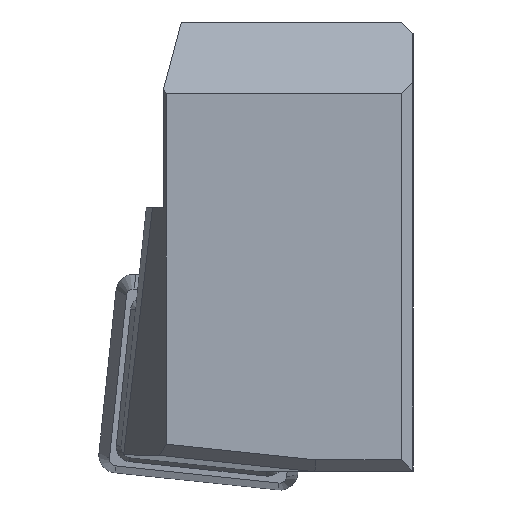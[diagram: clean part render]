
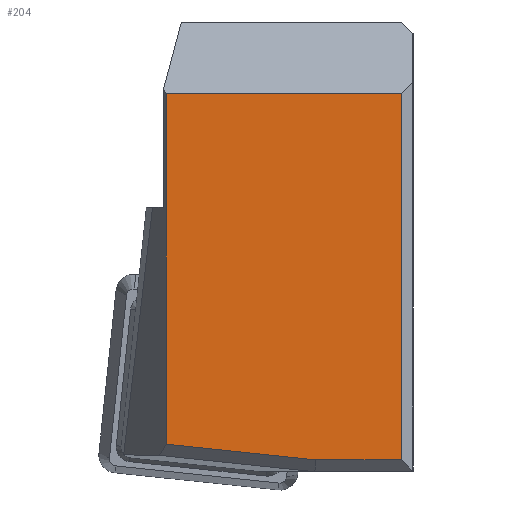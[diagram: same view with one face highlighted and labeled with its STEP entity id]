
A CAD part, front view. The second image highlights one B-rep face of the part: STEP entity #204.
In plain terms, the highlighted planar face has unit normal (0, -1, 0).
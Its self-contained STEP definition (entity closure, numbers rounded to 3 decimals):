
#204=ADVANCED_FACE('',(#331),#279,.F.);
#279=PLANE('',#1436);
#331=FACE_OUTER_BOUND('',#384,.T.);
#384=EDGE_LOOP('',(#509,#510,#511,#512,#513));
#509=ORIENTED_EDGE('',*,*,#961,.F.);
#510=ORIENTED_EDGE('',*,*,#962,.T.);
#511=ORIENTED_EDGE('',*,*,#963,.T.);
#512=ORIENTED_EDGE('',*,*,#964,.F.);
#513=ORIENTED_EDGE('',*,*,#965,.F.);
#839=VERTEX_POINT('',#1985);
#840=VERTEX_POINT('',#1986);
#841=VERTEX_POINT('',#1988);
#842=VERTEX_POINT('',#1990);
#843=VERTEX_POINT('',#1992);
#961=EDGE_CURVE('',#839,#840,#1130,.T.);
#962=EDGE_CURVE('',#839,#841,#1131,.T.);
#963=EDGE_CURVE('',#841,#842,#1132,.T.);
#964=EDGE_CURVE('',#843,#842,#1133,.T.);
#965=EDGE_CURVE('',#840,#843,#1134,.T.);
#1130=LINE('',#1984,#1264);
#1131=LINE('',#1987,#1265);
#1132=LINE('',#1989,#1266);
#1133=LINE('',#1991,#1267);
#1134=LINE('',#1993,#1268);
#1264=VECTOR('',#1593,1.);
#1265=VECTOR('',#1594,1.);
#1266=VECTOR('',#1595,1.);
#1267=VECTOR('',#1596,1.);
#1268=VECTOR('',#1597,1.);
#1436=AXIS2_PLACEMENT_3D('',#1994,#1598,#1599);
#1593=DIRECTION('',(-1.,0.,0.));
#1594=DIRECTION('',(0.,0.,1.));
#1595=DIRECTION('',(-1.,0.,0.));
#1596=DIRECTION('',(0.,0.,1.));
#1597=DIRECTION('',(-0.995,0.,0.105));
#1598=DIRECTION('',(0.,1.,0.));
#1599=DIRECTION('',(1.,0.,0.));
#1984=CARTESIAN_POINT('',(1.,0.,-19.5));
#1985=CARTESIAN_POINT('',(-0.526,0.,-19.5));
#1986=CARTESIAN_POINT('',(-4.348,0.,-19.5));
#1987=CARTESIAN_POINT('',(-0.526,0.,-27.5));
#1988=CARTESIAN_POINT('',(-0.526,0.,-3.2));
#1989=CARTESIAN_POINT('',(-0.027,0.,-3.2));
#1990=CARTESIAN_POINT('',(-11.,0.,-3.2));
#1991=CARTESIAN_POINT('',(-11.,0.,-27.5));
#1992=CARTESIAN_POINT('',(-11.,0.,-18.801));
#1993=CARTESIAN_POINT('',(0.758,0.,-20.037));
#1994=CARTESIAN_POINT('',(-0.027,0.,-27.5));
